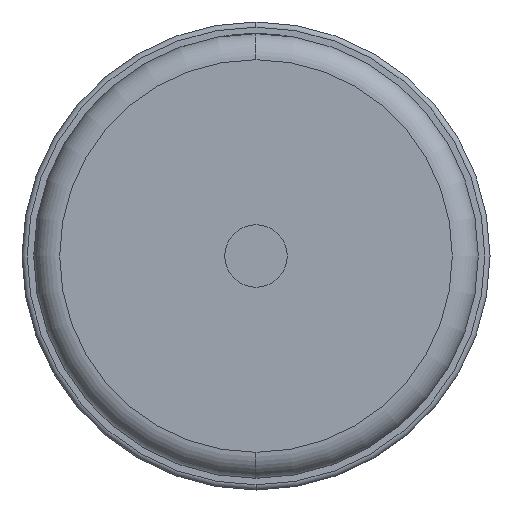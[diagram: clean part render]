
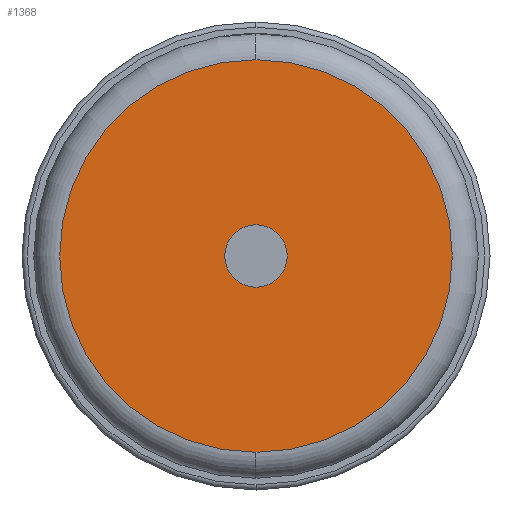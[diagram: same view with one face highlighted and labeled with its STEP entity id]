
A CAD part, left-side view. The second image highlights one B-rep face of the part: STEP entity #1368.
In plain terms, the highlighted planar face has unit normal (-1, 0, 0).
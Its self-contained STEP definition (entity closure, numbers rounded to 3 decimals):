
#10 = ORIENTED_EDGE ( 'NONE', *, *, #2385, .F. ) ;
#232 = VERTEX_POINT ( 'NONE', #3671 ) ;
#327 = FACE_BOUND ( 'NONE', #2312, .T. ) ;
#523 = CARTESIAN_POINT ( 'NONE',  ( 0., 0., 0. ) ) ;
#540 = VERTEX_POINT ( 'NONE', #817 ) ;
#561 = DIRECTION ( 'NONE',  ( 0., 0., -1. ) ) ;
#687 = CIRCLE ( 'NONE', #2118, 37.75 ) ;
#817 = CARTESIAN_POINT ( 'NONE',  ( 0., 0., -37.75 ) ) ;
#871 = ORIENTED_EDGE ( 'NONE', *, *, #1790, .T. ) ;
#1192 = AXIS2_PLACEMENT_3D ( 'NONE', #2299, #3050, #4589 ) ;
#1200 = AXIS2_PLACEMENT_3D ( 'NONE', #2390, #1622, #1262 ) ;
#1211 = CARTESIAN_POINT ( 'NONE',  ( 0., 0., 0. ) ) ;
#1262 = DIRECTION ( 'NONE',  ( 0., 0., -1. ) ) ;
#1368 = ADVANCED_FACE ( 'NONE', ( #2381, #327 ), #4992, .F. ) ;
#1386 = DIRECTION ( 'NONE',  ( -1., 0., 0. ) ) ;
#1595 = CIRCLE ( 'NONE', #1200, 6. ) ;
#1622 = DIRECTION ( 'NONE',  ( -1., 0., 0. ) ) ;
#1626 = VERTEX_POINT ( 'NONE', #4781 ) ;
#1673 = ORIENTED_EDGE ( 'NONE', *, *, #2241, .F. ) ;
#1723 = DIRECTION ( 'NONE',  ( 0., 0., -1. ) ) ;
#1790 = EDGE_CURVE ( 'NONE', #540, #232, #687, .T. ) ;
#1830 = EDGE_LOOP ( 'NONE', ( #871, #4397 ) ) ;
#2010 = DIRECTION ( 'NONE',  ( 0., 0., -1. ) ) ;
#2015 = AXIS2_PLACEMENT_3D ( 'NONE', #523, #4464, #1723 ) ;
#2038 = CIRCLE ( 'NONE', #2083, 37.75 ) ;
#2083 = AXIS2_PLACEMENT_3D ( 'NONE', #1211, #4359, #2010 ) ;
#2118 = AXIS2_PLACEMENT_3D ( 'NONE', #2913, #1386, #561 ) ;
#2241 = EDGE_CURVE ( 'NONE', #1626, #4063, #2980, .T. ) ;
#2299 = CARTESIAN_POINT ( 'NONE',  ( 0., 0., 0. ) ) ;
#2312 = EDGE_LOOP ( 'NONE', ( #1673, #10 ) ) ;
#2381 = FACE_OUTER_BOUND ( 'NONE', #1830, .T. ) ;
#2385 = EDGE_CURVE ( 'NONE', #4063, #1626, #1595, .T. ) ;
#2390 = CARTESIAN_POINT ( 'NONE',  ( 0., 0., 0. ) ) ;
#2392 = CARTESIAN_POINT ( 'NONE',  ( 0., 0., 6. ) ) ;
#2913 = CARTESIAN_POINT ( 'NONE',  ( 0., 0., 0. ) ) ;
#2980 = CIRCLE ( 'NONE', #2015, 6. ) ;
#3050 = DIRECTION ( 'NONE',  ( 1., 0., 0. ) ) ;
#3649 = EDGE_CURVE ( 'NONE', #232, #540, #2038, .T. ) ;
#3671 = CARTESIAN_POINT ( 'NONE',  ( 0., 0., 37.75 ) ) ;
#4063 = VERTEX_POINT ( 'NONE', #2392 ) ;
#4359 = DIRECTION ( 'NONE',  ( -1., 0., 0. ) ) ;
#4397 = ORIENTED_EDGE ( 'NONE', *, *, #3649, .T. ) ;
#4464 = DIRECTION ( 'NONE',  ( -1., 0., 0. ) ) ;
#4589 = DIRECTION ( 'NONE',  ( 0., 0., -1. ) ) ;
#4781 = CARTESIAN_POINT ( 'NONE',  ( 0., 0., -6. ) ) ;
#4992 = PLANE ( 'NONE',  #1192 ) ;
